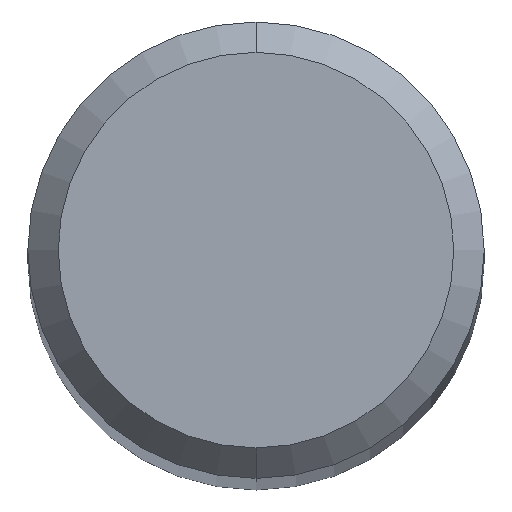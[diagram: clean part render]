
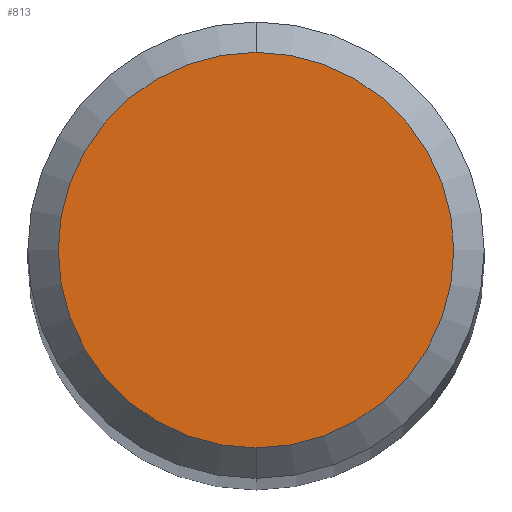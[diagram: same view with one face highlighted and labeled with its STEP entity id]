
A CAD part, top view. The second image highlights one B-rep face of the part: STEP entity #813.
In plain terms, the highlighted planar face has unit normal (0, 0, 1).
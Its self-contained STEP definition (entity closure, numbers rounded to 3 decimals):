
#345=VERTEX_POINT('',#925);
#547=EDGE_CURVE('',#345,#855,#1144,.T.);
#779=EDGE_CURVE('',#855,#345,#1396,.T.);
#813=ADVANCED_FACE('',(#1434),#1435,.T.);
#855=VERTEX_POINT('',#1480);
#925=CARTESIAN_POINT('',(0.,-2.6,0.0));
#1144=CIRCLE('',#2556,2.6);
#1396=CIRCLE('',#3884,2.6);
#1434=FACE_OUTER_BOUND('',#3996,.T.);
#1435=PLANE('',#3997);
#1480=CARTESIAN_POINT('',(0.0,2.6,0.0));
#2556=AXIS2_PLACEMENT_3D('',#4597,#4598,#4599);
#3884=AXIS2_PLACEMENT_3D('',#4885,#4886,#4887);
#3996=EDGE_LOOP('',(#4959,#4960));
#3997=AXIS2_PLACEMENT_3D('',#4961,#4962,#4963);
#4597=CARTESIAN_POINT('',(0.0,0.0,0.0));
#4598=DIRECTION('',(0.0,0.0,-1.0));
#4599=DIRECTION('',(0.0,1.0,0.0));
#4885=CARTESIAN_POINT('',(0.0,0.0,0.0));
#4886=DIRECTION('',(0.0,0.0,-1.0));
#4887=DIRECTION('',(0.0,1.0,0.0));
#4959=ORIENTED_EDGE('',*,*,#779,.F.);
#4960=ORIENTED_EDGE('',*,*,#547,.F.);
#4961=CARTESIAN_POINT('',(0.0,1.3,0.0));
#4962=DIRECTION('',(-0.0,0.0,1.0));
#4963=DIRECTION('',(0.0,-1.0,0.0));
